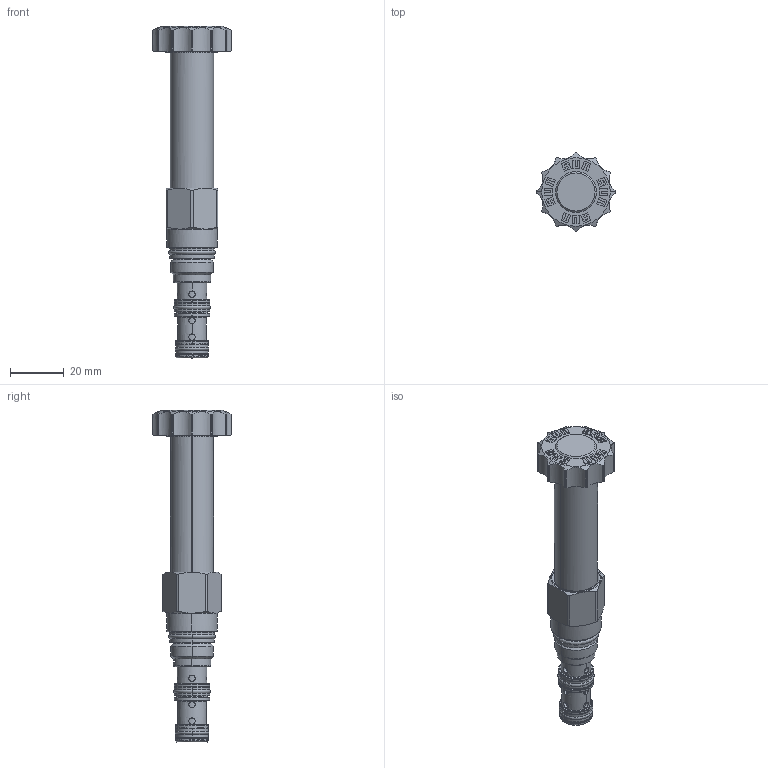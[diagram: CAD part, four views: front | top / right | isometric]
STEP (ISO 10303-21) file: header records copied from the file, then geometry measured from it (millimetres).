
FILE_DESCRIPTION((''),'2;1');
FILE_NAME('DMBFXNN_SW_PRT','2019-07-15T',('charlief'),(''),'PRO/ENGINEER BY PARAMETRIC TECHNOLOGY CORPORATION, 2016010','PRO/ENGINEER BY PARAMETRIC TECHNOLOGY CORPORATION, 2016010','');
FILE_SCHEMA(('CONFIG_CONTROL_DESIGN'));
Products named in the file (1): DMBFXNN_SW_PRT
Bounding box: 29.21 x 29.21 x 123.01 mm (x, y, z)
Surface area: 12399.5 mm2 (no closed solid volume)
Topology: 0 solids, 0 shells, 450 faces, 2276 edges, 2236 vertices
Faces by surface type: bspline 385, torus 65
Entity records: 64880 total; most frequent: CARTESIAN_POINT 44987, DIRECTION 3178, TRIMMED_CURVE 2657, VECTOR 2266, LINE 2266, DEFINITIONAL_REPRESENTATION 2198, PCURVE 2198, COMPOSITE_CURVE_SEGMENT 2198
